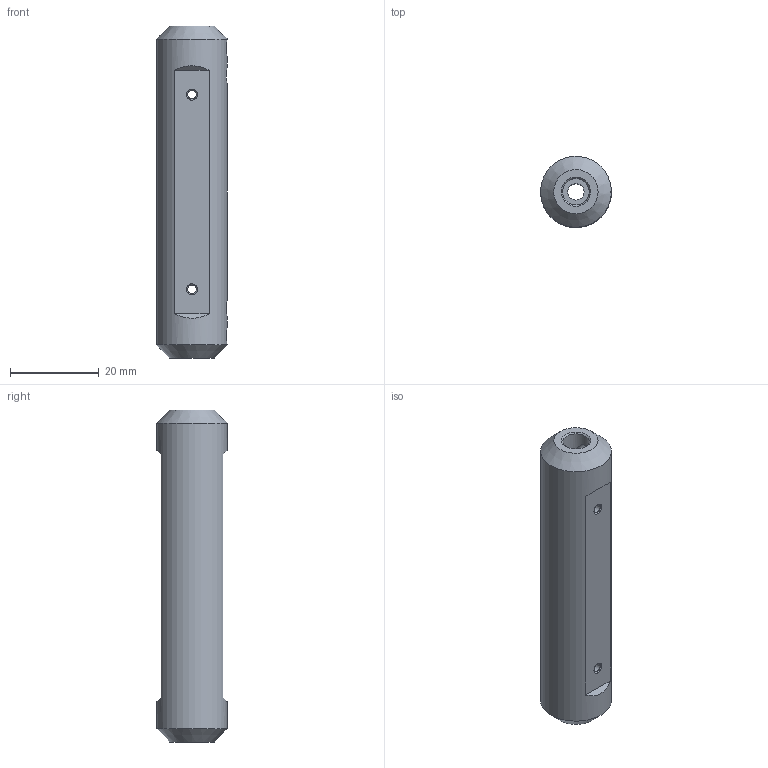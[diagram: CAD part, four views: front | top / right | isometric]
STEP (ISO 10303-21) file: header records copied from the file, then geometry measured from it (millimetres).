
FILE_DESCRIPTION (( 'STEP AP203' ), '1' );
FILE_NAME ('676.0016-D.step', '2023-11-09T16:10:14', ( '' ), ( '' ), 'SwSTEP 2.0', 'SolidWorks 2022', '' );
FILE_SCHEMA (( 'CONFIG_CONTROL_DESIGN' ));
Length unit declared in the file: millimetre
Products named in the file (1): 676.0016-D
Bounding box: 15.97 x 15.99 x 75 mm (x, y, z)
Volume: 12023.3 mm3; surface area: 5371.1 mm2
Topology: 1 solids, 1 shells, 30 faces, 85 edges, 55 vertices
Faces by surface type: cylinder 12, plane 10, cone 8
Full cylindrical faces by diameter (mm): 2 x4, 3.7 x1, 4.2 x4, 6 x1, 7 x1, 16 x1
Entity records: 1393 total; most frequent: CARTESIAN_POINT 723, DIRECTION 110, ORIENTED_EDGE 92, EDGE_LOOP 70, AXIS2_PLACEMENT_3D 51, EDGE_CURVE 46, FACE_OUTER_BOUND 42, VERTEX_POINT 40
